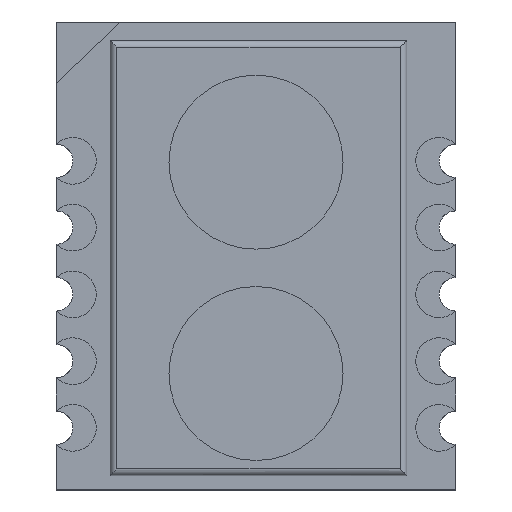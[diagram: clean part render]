
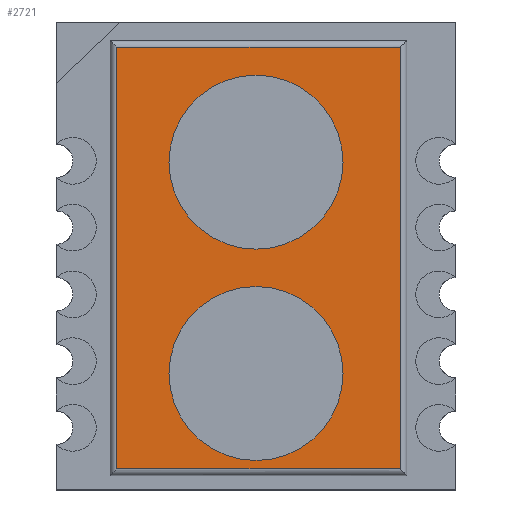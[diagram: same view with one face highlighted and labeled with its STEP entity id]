
A CAD part, top view. The second image highlights one B-rep face of the part: STEP entity #2721.
In plain terms, the highlighted planar face has unit normal (0, 0, 1).
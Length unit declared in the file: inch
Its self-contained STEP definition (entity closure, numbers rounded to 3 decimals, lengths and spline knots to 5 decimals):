
#11 = AXIS2_PLACEMENT_3D ( 'NONE', #1114, #1847, #3061 ) ;
#37 = DIRECTION ( 'NONE',  ( -1., 0., 0. ) ) ;
#43 = ORIENTED_EDGE ( 'NONE', *, *, #2484, .F. ) ;
#195 = CARTESIAN_POINT ( 'NONE',  ( 0., -0.17621, 0.16 ) ) ;
#206 = VERTEX_POINT ( 'NONE', #1125 ) ;
#326 = CARTESIAN_POINT ( 'NONE',  ( -0.20839, -0.32904, 0.16 ) ) ;
#405 = DIRECTION ( 'NONE',  ( 0., 0., 1. ) ) ;
#539 = CIRCLE ( 'NONE', #2146, 0.1303 ) ;
#543 = DIRECTION ( 'NONE',  ( 0., 0., 1. ) ) ;
#561 = DIRECTION ( 'NONE',  ( 0., 1., 0. ) ) ;
#577 = VECTOR ( 'NONE', #37, 39.37008 ) ;
#578 = ORIENTED_EDGE ( 'NONE', *, *, #1307, .F. ) ;
#581 = CARTESIAN_POINT ( 'NONE',  ( 0.2259, -0.31904, 0.16 ) ) ;
#615 = ORIENTED_EDGE ( 'NONE', *, *, #1827, .T. ) ;
#697 = CARTESIAN_POINT ( 'NONE',  ( 0., 0.1403, 0.16 ) ) ;
#700 = FACE_BOUND ( 'NONE', #2165, .T. ) ;
#754 = CARTESIAN_POINT ( 'NONE',  ( -0.21839, 0.31236, 0.16 ) ) ;
#786 = CIRCLE ( 'NONE', #895, 0.1303 ) ;
#852 = CARTESIAN_POINT ( 'NONE',  ( 0.2159, 0.31236, 0.16 ) ) ;
#864 = LINE ( 'NONE', #326, #2383 ) ;
#895 = AXIS2_PLACEMENT_3D ( 'NONE', #195, #1175, #2991 ) ;
#1026 = VERTEX_POINT ( 'NONE', #1388 ) ;
#1038 = DIRECTION ( 'NONE',  ( 1., 0., 0. ) ) ;
#1061 = VERTEX_POINT ( 'NONE', #1675 ) ;
#1073 = DIRECTION ( 'NONE',  ( 0., -1., 0. ) ) ;
#1114 = CARTESIAN_POINT ( 'NONE',  ( 0., 0.1403, 0.16 ) ) ;
#1123 = CARTESIAN_POINT ( 'NONE',  ( 0.2159, -0.31904, 0.16 ) ) ;
#1125 = CARTESIAN_POINT ( 'NONE',  ( -0.1303, 0.1403, 0.16 ) ) ;
#1142 = EDGE_CURVE ( 'NONE', #1599, #1688, #2465, .T. ) ;
#1175 = DIRECTION ( 'NONE',  ( 0., 0., 1. ) ) ;
#1260 = ORIENTED_EDGE ( 'NONE', *, *, #1620, .T. ) ;
#1296 = DIRECTION ( 'NONE',  ( 1., 0., 0. ) ) ;
#1307 = EDGE_CURVE ( 'NONE', #1673, #1432, #1427, .T. ) ;
#1356 = AXIS2_PLACEMENT_3D ( 'NONE', #2265, #543, #1038 ) ;
#1388 = CARTESIAN_POINT ( 'NONE',  ( 0.1303, 0.1403, 0.16 ) ) ;
#1412 = CARTESIAN_POINT ( 'NONE',  ( 0., -0.17621, 0.16 ) ) ;
#1427 = CIRCLE ( 'NONE', #2760, 0.1303 ) ;
#1432 = VERTEX_POINT ( 'NONE', #2899 ) ;
#1460 = PLANE ( 'NONE',  #1356 ) ;
#1493 = ORIENTED_EDGE ( 'NONE', *, *, #2606, .F. ) ;
#1526 = EDGE_CURVE ( 'NONE', #2790, #1599, #1834, .T. ) ;
#1599 = VERTEX_POINT ( 'NONE', #852 ) ;
#1620 = EDGE_CURVE ( 'NONE', #1688, #1061, #864, .T. ) ;
#1673 = VERTEX_POINT ( 'NONE', #2756 ) ;
#1675 = CARTESIAN_POINT ( 'NONE',  ( -0.20839, -0.31904, 0.16 ) ) ;
#1688 = VERTEX_POINT ( 'NONE', #2969 ) ;
#1727 = EDGE_LOOP ( 'NONE', ( #1493, #2638 ) ) ;
#1827 = EDGE_CURVE ( 'NONE', #1061, #2790, #2636, .T. ) ;
#1834 = LINE ( 'NONE', #2001, #2220 ) ;
#1847 = DIRECTION ( 'NONE',  ( 0., 0., 1. ) ) ;
#1932 = FACE_OUTER_BOUND ( 'NONE', #2932, .T. ) ;
#2001 = CARTESIAN_POINT ( 'NONE',  ( 0.2159, 0.32236, 0.16 ) ) ;
#2122 = FACE_BOUND ( 'NONE', #1727, .T. ) ;
#2146 = AXIS2_PLACEMENT_3D ( 'NONE', #697, #2618, #2392 ) ;
#2165 = EDGE_LOOP ( 'NONE', ( #43, #578 ) ) ;
#2220 = VECTOR ( 'NONE', #561, 39.37008 ) ;
#2265 = CARTESIAN_POINT ( 'NONE',  ( 0., 0., 0.16 ) ) ;
#2268 = ORIENTED_EDGE ( 'NONE', *, *, #1142, .T. ) ;
#2383 = VECTOR ( 'NONE', #1073, 39.37008 ) ;
#2392 = DIRECTION ( 'NONE',  ( 1., 0., 0. ) ) ;
#2455 = VECTOR ( 'NONE', #1296, 39.37008 ) ;
#2465 = LINE ( 'NONE', #754, #577 ) ;
#2484 = EDGE_CURVE ( 'NONE', #1432, #1673, #786, .T. ) ;
#2606 = EDGE_CURVE ( 'NONE', #206, #1026, #2811, .T. ) ;
#2618 = DIRECTION ( 'NONE',  ( 0., 0., 1. ) ) ;
#2636 = LINE ( 'NONE', #581, #2455 ) ;
#2638 = ORIENTED_EDGE ( 'NONE', *, *, #3045, .F. ) ;
#2639 = DIRECTION ( 'NONE',  ( 1., 0., 0. ) ) ;
#2701 = ORIENTED_EDGE ( 'NONE', *, *, #1526, .T. ) ;
#2721 = ADVANCED_FACE ( 'NONE', ( #2122, #700, #1932 ), #1460, .T. ) ;
#2756 = CARTESIAN_POINT ( 'NONE',  ( 0.1303, -0.17621, 0.16 ) ) ;
#2760 = AXIS2_PLACEMENT_3D ( 'NONE', #1412, #405, #2639 ) ;
#2790 = VERTEX_POINT ( 'NONE', #1123 ) ;
#2811 = CIRCLE ( 'NONE', #11, 0.1303 ) ;
#2899 = CARTESIAN_POINT ( 'NONE',  ( -0.1303, -0.17621, 0.16 ) ) ;
#2932 = EDGE_LOOP ( 'NONE', ( #1260, #615, #2701, #2268 ) ) ;
#2969 = CARTESIAN_POINT ( 'NONE',  ( -0.20839, 0.31236, 0.16 ) ) ;
#2991 = DIRECTION ( 'NONE',  ( 1., 0., 0. ) ) ;
#3045 = EDGE_CURVE ( 'NONE', #1026, #206, #539, .T. ) ;
#3061 = DIRECTION ( 'NONE',  ( 1., 0., 0. ) ) ;
